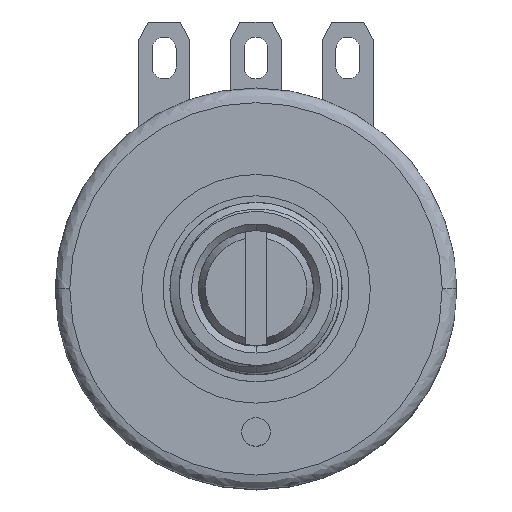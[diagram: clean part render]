
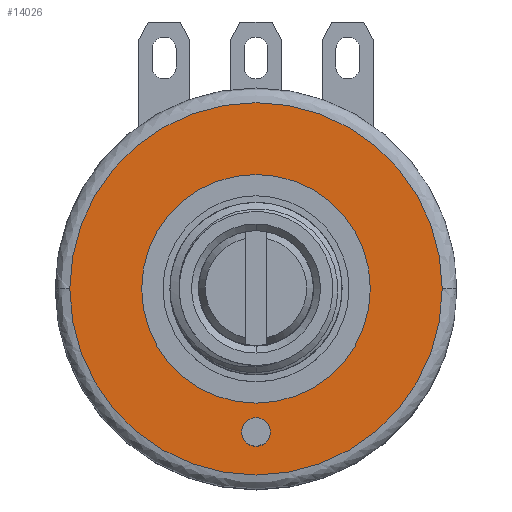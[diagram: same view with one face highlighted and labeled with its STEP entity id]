
A CAD part, top view. The second image highlights one B-rep face of the part: STEP entity #14026.
In plain terms, the highlighted free-form (B-spline) face has degree [1, 1] with [2, 2] control points.
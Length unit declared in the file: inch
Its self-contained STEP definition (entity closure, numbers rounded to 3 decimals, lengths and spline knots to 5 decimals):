
#16=CARTESIAN_POINT('',(0.,-0.312,0.443));
#17=DIRECTION('',(0.,0.,1.));
#18=DIRECTION('',(0.,-1.,0.));
#19=AXIS2_PLACEMENT_3D('',#16,#17,#18);
#25=CARTESIAN_POINT('',(0.,-0.312,0.443));
#26=DIRECTION('',(0.,0.,1.));
#27=DIRECTION('',(0.,1.,0.));
#28=AXIS2_PLACEMENT_3D('',#25,#26,#27);
#33=CARTESIAN_POINT('',(0.,0.,0.443));
#34=DIRECTION('',(0.,0.,-1.));
#35=DIRECTION('',(0.,1.,0.));
#36=AXIS2_PLACEMENT_3D('',#33,#34,#35);
#41=CARTESIAN_POINT('',(0.,0.,0.443));
#42=DIRECTION('',(0.,0.,-1.));
#43=DIRECTION('',(0.,-1.,0.));
#44=AXIS2_PLACEMENT_3D('',#41,#42,#43);
#49=CARTESIAN_POINT('',(0.,0.,0.443));
#50=DIRECTION('',(0.,0.,1.));
#51=DIRECTION('',(-1.,0.,0.));
#52=AXIS2_PLACEMENT_3D('',#49,#50,#51);
#73=CARTESIAN_POINT('',(0.,0.,0.443));
#74=DIRECTION('',(0.,0.,1.));
#75=DIRECTION('',(1.,0.,0.));
#76=AXIS2_PLACEMENT_3D('',#73,#74,#75);
#12091=CARTESIAN_POINT('',(-0.4055,0.,0.443));
#12092=CARTESIAN_POINT('',(0.4055,0.,0.443));
#12093=VERTEX_POINT('',#12091);
#12094=VERTEX_POINT('',#12092);
#12103=CARTESIAN_POINT('',(0.,-0.34325,0.443));
#12104=CARTESIAN_POINT('',(0.,-0.28075,0.443));
#12105=VERTEX_POINT('',#12103);
#12106=VERTEX_POINT('',#12104);
#12199=CARTESIAN_POINT('',(0.,0.249,0.443));
#12200=CARTESIAN_POINT('',(0.,-0.249,0.443));
#12201=VERTEX_POINT('',#12199);
#12202=VERTEX_POINT('',#12200);
#14003=CARTESIAN_POINT('',(-0.42172,-0.4219,0.443));
#14004=CARTESIAN_POINT('',(-0.42172,0.4219,0.443));
#14005=CARTESIAN_POINT('',(0.42172,-0.4219,0.443));
#14006=CARTESIAN_POINT('',(0.42172,0.4219,0.443));
#14007=B_SPLINE_SURFACE_WITH_KNOTS('',1,1,((#14003,#14004),(#14005,#14006)),
.UNSPECIFIED.,.F.,.F.,.F.,(2,2),(2,2),(-0.42172,0.42172),
(-0.4219,0.4219),.UNSPECIFIED.);
#14009=ORIENTED_EDGE('',*,*,#14008,.F.);
#14011=ORIENTED_EDGE('',*,*,#14010,.F.);
#14012=EDGE_LOOP('',(#14009,#14011));
#14013=FACE_OUTER_BOUND('',#14012,.F.);
#14015=ORIENTED_EDGE('',*,*,#14014,.T.);
#14017=ORIENTED_EDGE('',*,*,#14016,.T.);
#14018=EDGE_LOOP('',(#14015,#14017));
#14019=FACE_BOUND('',#14018,.F.);
#14021=ORIENTED_EDGE('',*,*,#14020,.F.);
#14023=ORIENTED_EDGE('',*,*,#14022,.F.);
#14024=EDGE_LOOP('',(#14021,#14023));
#14025=FACE_BOUND('',#14024,.F.);
#14026=ADVANCED_FACE('',(#14013,#14019,#14025),#14007,.T.);
#20=CIRCLE('',#19,0.03125);
#29=CIRCLE('',#28,0.03125);
#37=CIRCLE('',#36,0.249);
#45=CIRCLE('',#44,0.249);
#53=CIRCLE('',#52,0.4055);
#77=CIRCLE('',#76,0.4055);
#14008=EDGE_CURVE('',#12093,#12094,#53,.T.);
#14010=EDGE_CURVE('',#12094,#12093,#77,.T.);
#14014=EDGE_CURVE('',#12105,#12106,#20,.T.);
#14016=EDGE_CURVE('',#12106,#12105,#29,.T.);
#14020=EDGE_CURVE('',#12201,#12202,#37,.T.);
#14022=EDGE_CURVE('',#12202,#12201,#45,.T.);
